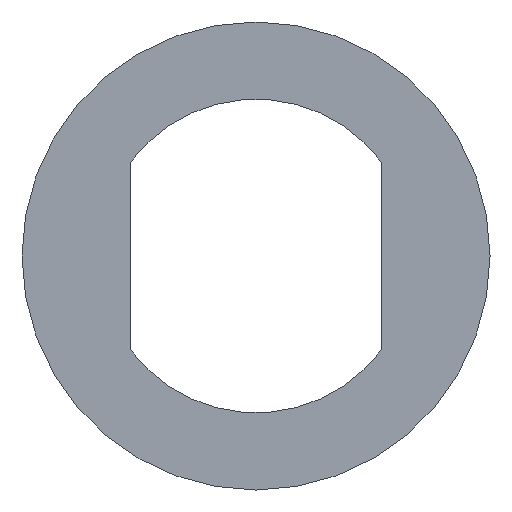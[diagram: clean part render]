
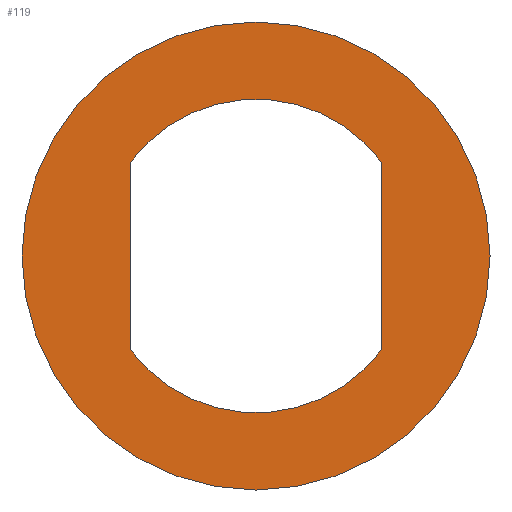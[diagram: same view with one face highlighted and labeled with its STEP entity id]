
A CAD part, front view. The second image highlights one B-rep face of the part: STEP entity #119.
In plain terms, the highlighted planar face has unit normal (0, -1, 0).
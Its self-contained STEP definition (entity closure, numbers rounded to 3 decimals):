
#18=FACE_BOUND('',#46,.T.);
#20=LINE('',#198,#29);
#21=LINE('',#201,#30);
#29=VECTOR('',#161,10.);
#30=VECTOR('',#164,10.);
#38=FACE_OUTER_BOUND('',#45,.T.);
#45=EDGE_LOOP('',(#85));
#46=EDGE_LOOP('',(#86,#87,#88,#89));
#54=CIRCLE('',#141,15.);
#55=CIRCLE('',#142,10.05);
#56=CIRCLE('',#143,10.05);
#60=VERTEX_POINT('',#192);
#61=VERTEX_POINT('',#194);
#62=VERTEX_POINT('',#195);
#63=VERTEX_POINT('',#197);
#64=VERTEX_POINT('',#199);
#70=EDGE_CURVE('',#60,#60,#54,.T.);
#71=EDGE_CURVE('',#61,#62,#55,.T.);
#72=EDGE_CURVE('',#62,#63,#20,.T.);
#73=EDGE_CURVE('',#63,#64,#56,.T.);
#74=EDGE_CURVE('',#64,#61,#21,.T.);
#85=ORIENTED_EDGE('',*,*,#70,.T.);
#86=ORIENTED_EDGE('',*,*,#71,.T.);
#87=ORIENTED_EDGE('',*,*,#72,.T.);
#88=ORIENTED_EDGE('',*,*,#73,.T.);
#89=ORIENTED_EDGE('',*,*,#74,.T.);
#115=PLANE('',#140);
#119=ADVANCED_FACE('',(#38,#18),#115,.F.);
#140=AXIS2_PLACEMENT_3D('',#191,#155,#156);
#141=AXIS2_PLACEMENT_3D('',#193,#157,#158);
#142=AXIS2_PLACEMENT_3D('',#196,#159,#160);
#143=AXIS2_PLACEMENT_3D('',#200,#162,#163);
#155=DIRECTION('center_axis',(0.,1.,0.));
#156=DIRECTION('ref_axis',(1.,0.,0.));
#157=DIRECTION('center_axis',(0.,-1.,0.));
#158=DIRECTION('ref_axis',(1.,0.,0.));
#159=DIRECTION('center_axis',(0.,1.,0.));
#160=DIRECTION('ref_axis',(-0.801,0.,0.599));
#161=DIRECTION('',(0.,0.,-1.));
#162=DIRECTION('center_axis',(0.,1.,0.));
#163=DIRECTION('ref_axis',(0.801,0.,-0.599));
#164=DIRECTION('',(0.,0.,1.));
#191=CARTESIAN_POINT('Origin',(-6.95,-5.,16.95));
#192=CARTESIAN_POINT('',(-21.95,-5.,16.95));
#193=CARTESIAN_POINT('Origin',(-6.95,-5.,16.95));
#194=CARTESIAN_POINT('',(-15.,-5.,22.967));
#195=CARTESIAN_POINT('',(1.1,-5.,22.967));
#196=CARTESIAN_POINT('Origin',(-6.95,-5.,16.95));
#197=CARTESIAN_POINT('',(1.1,-5.,10.933));
#198=CARTESIAN_POINT('',(1.1,-5.,22.967));
#199=CARTESIAN_POINT('',(-15.,-5.,10.933));
#200=CARTESIAN_POINT('Origin',(-6.95,-5.,16.95));
#201=CARTESIAN_POINT('',(-15.,-5.,10.933));
